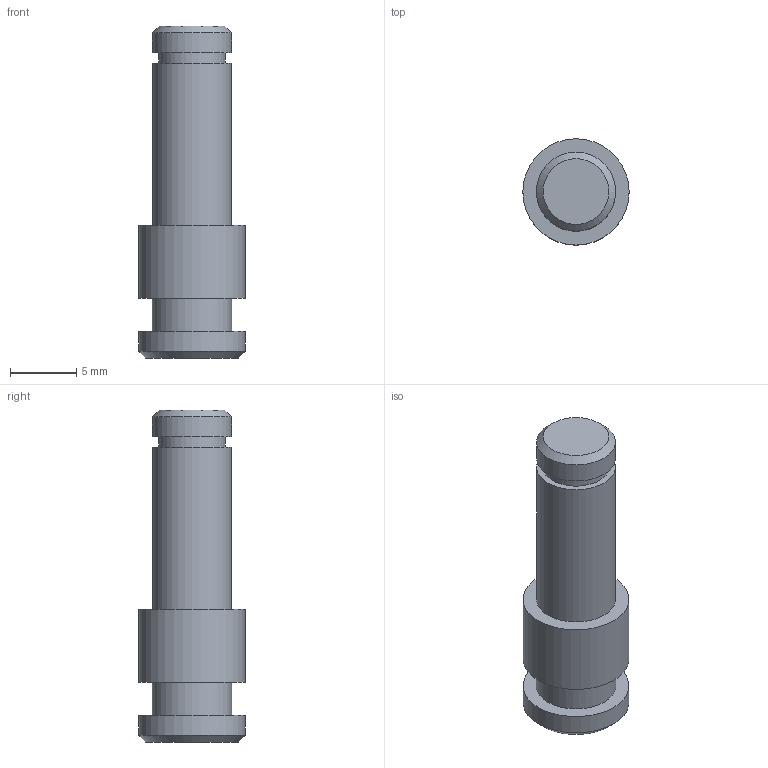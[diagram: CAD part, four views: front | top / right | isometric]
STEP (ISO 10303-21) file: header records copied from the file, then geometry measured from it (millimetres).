
FILE_DESCRIPTION(/* description */ (''),/* implementation_level */ '2;1');
FILE_NAME(/* name */ 'Morini 500 Bremse Bolzen.stp',/* time_stamp */ '2020-04-13T16:36:47+02:00',/* author */ ('mfr'),/* organization */ (''),/* preprocessor_version */ 'ST-DEVELOPER v16.5',/* originating_system */ 'Autodesk Inventor 2017',/* authorisation */ '');
FILE_SCHEMA (('AUTOMOTIVE_DESIGN { 1 0 10303 214 3 1 1 }'));
Length unit declared in the file: millimetre
Products named in the file (1): Morini 500 Bremse Bolzen
Bounding box: 8 x 8 x 25 mm (x, y, z)
Volume: 853 mm3; surface area: 661 mm2
Topology: 1 solids, 1 shells, 15 faces, 22 edges, 14 vertices
Faces by surface type: plane 7, cylinder 6, cone 2
Full cylindrical faces by diameter (mm): 5 x1, 5.95 x2, 6 x1, 8 x2
Entity records: 324 total; most frequent: DIRECTION 60, CARTESIAN_POINT 44, AXIS2_PLACEMENT_3D 30, EDGE_LOOP 28, ORIENTED_EDGE 28, FACE_OUTER_BOUND 15, ADVANCED_FACE 15, CIRCLE 14
